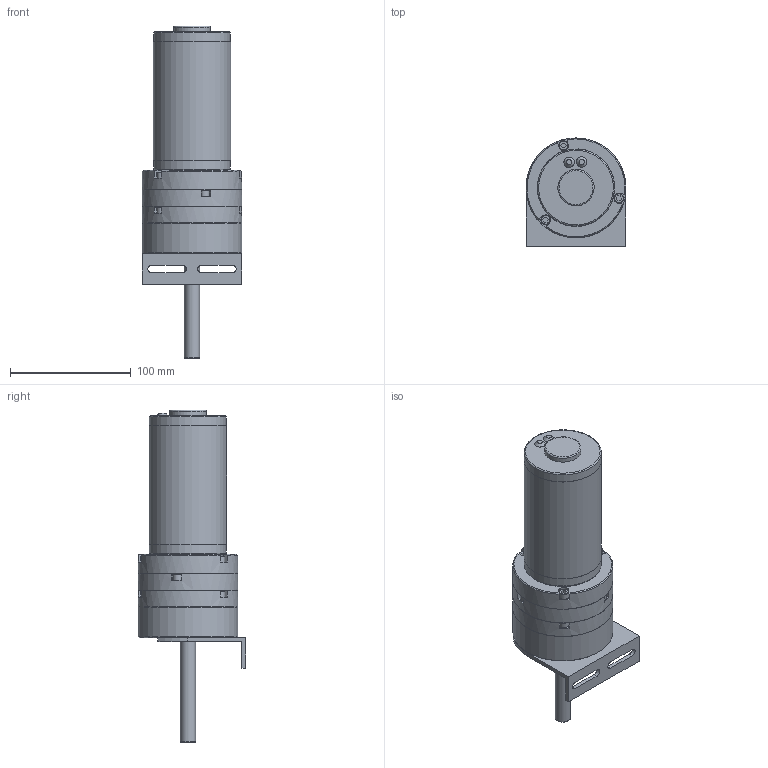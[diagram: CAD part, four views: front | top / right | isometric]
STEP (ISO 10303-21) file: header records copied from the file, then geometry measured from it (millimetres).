
FILE_DESCRIPTION(/* description */ (''),/* implementation_level */ '2;1');
FILE_NAME(/* name */ 'Lifting Assy.stp',/* time_stamp */ '2015-02-09T20:51:38-08:00',/* author */ ('pltwe4'),/* organization */ (''),/* preprocessor_version */ 'ST-DEVELOPER v15.6',/* originating_system */ 'Autodesk Inventor 2015',/* authorisation */ '');
FILE_SCHEMA (('AUTOMOTIVE_DESIGN { 1 0 10303 214 3 1 1 }'));
Products named in the file (23): 10-32 X -75 SHCS-1; Spur Gear12-1; Output Shaft; Ring Gear; Dowel-1; 625 Output Block; Spacer-Washer-1; R8 outer race-1; R8 inner race-1; R8 Bearing-1; Output Block-1; 2mm x 6 key; Stage Housing; Ring Bushing; Carrier plate-1; SUN Gear15-1; Stage-1; CIM Mount-1; SUN Gear15-2_Inch - Spur gear 20DP 15T 14.5PA 0.375FW ---S15N3.0H2.0L
0.3125N; CIM motor; 3_stageGEM; CIM Bracket; Lifting Assy
Bounding box: 82.55 x 89.28 x 274.54 mm (x, y, z)
Volume: 724280.6 mm3; surface area: 189334.9 mm2
Topology: 68 solids, 68 shells, 2219 faces, 5973 edges, 3970 vertices
Faces by surface type: cylinder 1636, plane 429, cone 115, torus 39
Full cylindrical faces by diameter (mm): 3.962 x9, 4.039 x2, 4.75 x15, 4.762 x29, 4.775 x15, 4.978 x4, 5.08 x3, 5.207 x5, 5.232 x6, 7.849 x14, 7.938 x30, 8 x1, 8.255 x2, 8.636 x2, 9 x2, 12.7 x5, 16.129 x1, 16.764 x4, 19.05 x3, 21.057 x1, 22.225 x1, 23.851 x4, 25.4 x2, 28.575 x3, 30.074 x1, 34.925 x1, 35.052 x1, 47.574 x5, 52.387 x3, 63.754 x2
Entity records: 22901 total; most frequent: CARTESIAN_POINT 4709, DIRECTION 4108, ORIENTED_EDGE 3430, AXIS2_PLACEMENT_3D 1743, EDGE_CURVE 1715, VERTEX_POINT 1200, CIRCLE 982, EDGE_LOOP 895
